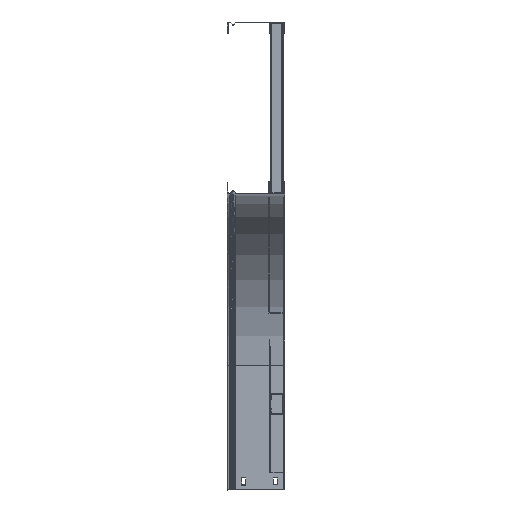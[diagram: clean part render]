
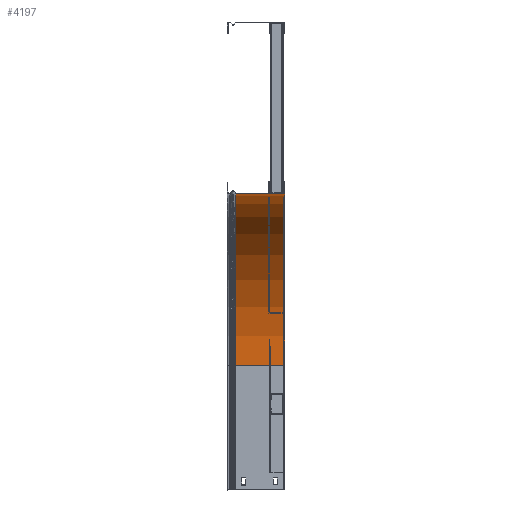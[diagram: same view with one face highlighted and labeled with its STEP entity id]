
A CAD part, left-side view. The second image highlights one B-rep face of the part: STEP entity #4197.
In plain terms, the highlighted cylindrical face has radius 300 mm (diameter 600 mm), a partial arc.
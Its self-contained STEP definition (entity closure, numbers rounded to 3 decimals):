
#353 = ORIENTED_EDGE ( 'NONE', *, *, #3209, .F. ) ;
#538 = ORIENTED_EDGE ( 'NONE', *, *, #8928, .T. ) ;
#555 = DIRECTION ( 'NONE',  ( 0., 1., 0. ) ) ;
#1408 = VERTEX_POINT ( 'NONE', #5023 ) ;
#1525 = CARTESIAN_POINT ( 'NONE',  ( 0., 0., 0. ) ) ;
#2127 = EDGE_CURVE ( 'NONE', #1408, #2654, #4711, .T. ) ;
#2557 = FACE_OUTER_BOUND ( 'NONE', #3603, .T. ) ;
#2654 = VERTEX_POINT ( 'NONE', #7197 ) ;
#3158 = CIRCLE ( 'NONE', #6017, 300. ) ;
#3209 = EDGE_CURVE ( 'NONE', #6292, #2654, #5035, .T. ) ;
#3249 = CYLINDRICAL_SURFACE ( 'NONE', #6212, 300. ) ;
#3586 = CARTESIAN_POINT ( 'NONE',  ( 0., 0., -300. ) ) ;
#3603 = EDGE_LOOP ( 'NONE', ( #10457, #5180, #353, #538 ) ) ;
#3820 = CARTESIAN_POINT ( 'NONE',  ( 0., 0., 0. ) ) ;
#4197 = ADVANCED_FACE ( 'NONE', ( #2557 ), #3249, .F. ) ;
#4492 = CARTESIAN_POINT ( 'NONE',  ( 300., 0., 0. ) ) ;
#4711 = CIRCLE ( 'NONE', #7622, 300. ) ;
#5023 = CARTESIAN_POINT ( 'NONE',  ( 300., 85.525, 0. ) ) ;
#5035 = LINE ( 'NONE', #10752, #8406 ) ;
#5180 = ORIENTED_EDGE ( 'NONE', *, *, #2127, .T. ) ;
#5267 = CARTESIAN_POINT ( 'NONE',  ( 0., 85.525, 0. ) ) ;
#5718 = DIRECTION ( 'NONE',  ( 0., 1., 0. ) ) ;
#5772 = LINE ( 'NONE', #9563, #10802 ) ;
#6017 = AXIS2_PLACEMENT_3D ( 'NONE', #1525, #7395, #8263 ) ;
#6103 = DIRECTION ( 'NONE',  ( 0., 1., 0. ) ) ;
#6212 = AXIS2_PLACEMENT_3D ( 'NONE', #3820, #555, #6378 ) ;
#6292 = VERTEX_POINT ( 'NONE', #3586 ) ;
#6378 = DIRECTION ( 'NONE',  ( 0., 0., 1. ) ) ;
#6935 = DIRECTION ( 'NONE',  ( 0., 0., 1. ) ) ;
#7197 = CARTESIAN_POINT ( 'NONE',  ( 0., 85.525, -300. ) ) ;
#7395 = DIRECTION ( 'NONE',  ( 0., -1., 0. ) ) ;
#7622 = AXIS2_PLACEMENT_3D ( 'NONE', #5267, #6103, #6935 ) ;
#8263 = DIRECTION ( 'NONE',  ( 1., 0., 0. ) ) ;
#8406 = VECTOR ( 'NONE', #5718, 1000. ) ;
#8928 = EDGE_CURVE ( 'NONE', #6292, #10168, #3158, .T. ) ;
#9531 = DIRECTION ( 'NONE',  ( 0., 1., 0. ) ) ;
#9563 = CARTESIAN_POINT ( 'NONE',  ( 300., 2.2, 0. ) ) ;
#9753 = EDGE_CURVE ( 'NONE', #10168, #1408, #5772, .T. ) ;
#10168 = VERTEX_POINT ( 'NONE', #4492 ) ;
#10457 = ORIENTED_EDGE ( 'NONE', *, *, #9753, .T. ) ;
#10752 = CARTESIAN_POINT ( 'NONE',  ( 0., 2.2, -300. ) ) ;
#10802 = VECTOR ( 'NONE', #9531, 1000. ) ;
